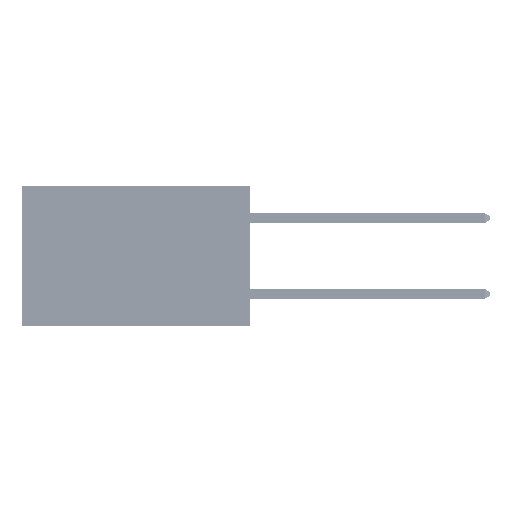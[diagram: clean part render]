
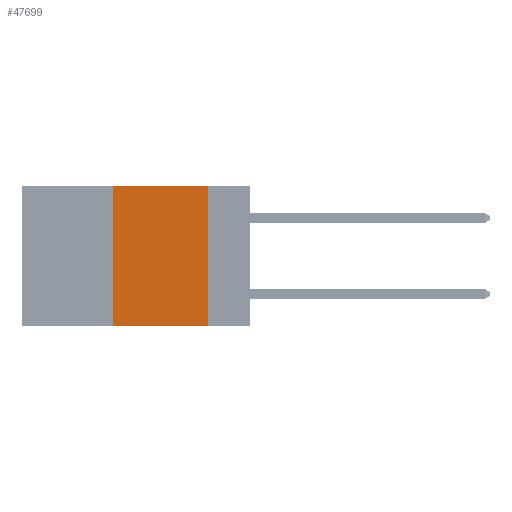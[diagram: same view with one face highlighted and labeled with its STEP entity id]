
A CAD part, left-side view. The second image highlights one B-rep face of the part: STEP entity #47699.
In plain terms, the highlighted planar face has unit normal (-1, 0, 0).
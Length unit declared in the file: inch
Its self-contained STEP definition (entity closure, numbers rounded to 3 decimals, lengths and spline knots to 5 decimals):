
#70 = LINE ( 'NONE', #11367, #22019 ) ;
#1778 = EDGE_CURVE ( 'NONE', #38217, #16764, #8260, .T. ) ;
#2707 = VERTEX_POINT ( 'NONE', #13027 ) ;
#3821 = DIRECTION ( 'NONE',  ( 0., 0., -1. ) ) ;
#6072 = CARTESIAN_POINT ( 'NONE',  ( 0., 0.36, 0. ) ) ;
#6984 = VECTOR ( 'NONE', #22974, 39.37008 ) ;
#8260 = LINE ( 'NONE', #30364, #6984 ) ;
#8734 = LINE ( 'NONE', #34040, #39885 ) ;
#10817 = ORIENTED_EDGE ( 'NONE', *, *, #39389, .F. ) ;
#11367 = CARTESIAN_POINT ( 'NONE',  ( 0., 0.6, -0.37 ) ) ;
#12098 = AXIS2_PLACEMENT_3D ( 'NONE', #47296, #32077, #47050 ) ;
#13027 = CARTESIAN_POINT ( 'NONE',  ( 0., 0.36, -0.37 ) ) ;
#16764 = VERTEX_POINT ( 'NONE', #35484 ) ;
#17451 = CARTESIAN_POINT ( 'NONE',  ( 0., 0.11, -0.37 ) ) ;
#22019 = VECTOR ( 'NONE', #26340, 39.37008 ) ;
#22974 = DIRECTION ( 'NONE',  ( 0., -1., 0. ) ) ;
#23411 = EDGE_LOOP ( 'NONE', ( #24507, #47933, #10817, #25042 ) ) ;
#24443 = FACE_OUTER_BOUND ( 'NONE', #23411, .T. ) ;
#24507 = ORIENTED_EDGE ( 'NONE', *, *, #39191, .F. ) ;
#25042 = ORIENTED_EDGE ( 'NONE', *, *, #31700, .T. ) ;
#26340 = DIRECTION ( 'NONE',  ( 0., -1., 0. ) ) ;
#29806 = DIRECTION ( 'NONE',  ( 0., 0., 1. ) ) ;
#30364 = CARTESIAN_POINT ( 'NONE',  ( 0., 0.6, 0. ) ) ;
#31700 = EDGE_CURVE ( 'NONE', #2707, #44768, #70, .T. ) ;
#32077 = DIRECTION ( 'NONE',  ( 1., 0., 0. ) ) ;
#32320 = PLANE ( 'NONE',  #12098 ) ;
#34040 = CARTESIAN_POINT ( 'NONE',  ( 0., 0.11, 0. ) ) ;
#35484 = CARTESIAN_POINT ( 'NONE',  ( 0., 0.11, 0. ) ) ;
#38217 = VERTEX_POINT ( 'NONE', #6072 ) ;
#39191 = EDGE_CURVE ( 'NONE', #16764, #44768, #8734, .T. ) ;
#39389 = EDGE_CURVE ( 'NONE', #2707, #38217, #40129, .T. ) ;
#39876 = CARTESIAN_POINT ( 'NONE',  ( 0., 0.36, 0. ) ) ;
#39885 = VECTOR ( 'NONE', #3821, 39.37008 ) ;
#40129 = LINE ( 'NONE', #39876, #45404 ) ;
#44768 = VERTEX_POINT ( 'NONE', #17451 ) ;
#45404 = VECTOR ( 'NONE', #29806, 39.37008 ) ;
#47050 = DIRECTION ( 'NONE',  ( 0., 0., -1. ) ) ;
#47296 = CARTESIAN_POINT ( 'NONE',  ( 0., 0.6, 0. ) ) ;
#47699 = ADVANCED_FACE ( 'NONE', ( #24443 ), #32320, .F. ) ;
#47933 = ORIENTED_EDGE ( 'NONE', *, *, #1778, .F. ) ;
